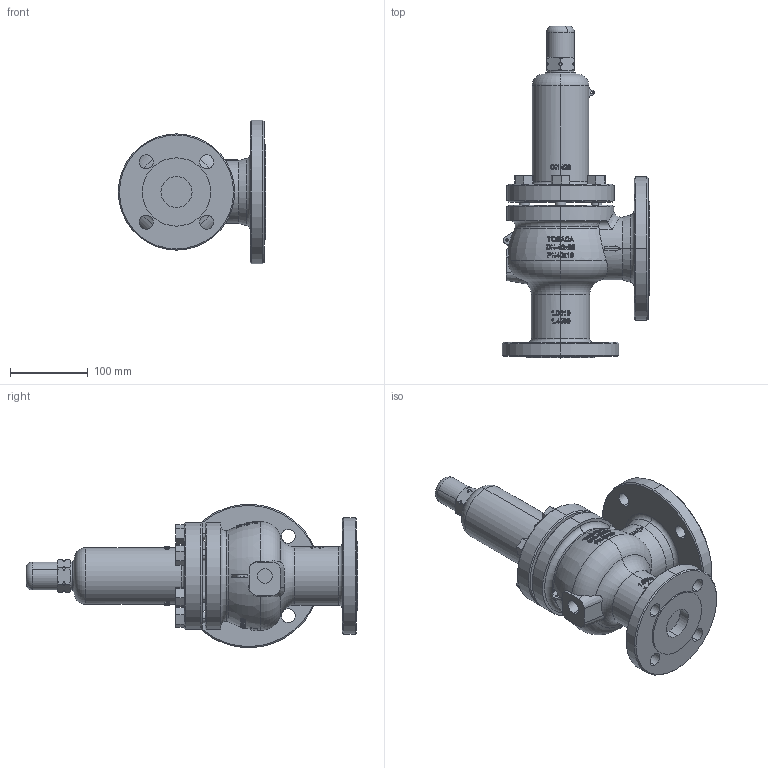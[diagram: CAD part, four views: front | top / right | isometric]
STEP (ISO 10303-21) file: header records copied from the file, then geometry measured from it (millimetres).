
FILE_DESCRIPTION (( 'STEP AP203' ), '1' );
FILE_NAME ('S1400 40X65.STEP', '2018-08-23T08:38:23', ( '' ), ( '' ), 'SwSTEP 2.0', 'SolidWorks 2018', '' );
FILE_SCHEMA (( 'CONFIG_CONTROL_DESIGN' ));
Length unit declared in the file: millimetre
Products named in the file (5): S1400 40X65; Rosca S1400 40X65, 80X125; cap 1400 40x65; bonnet 1400 40x65; body 1400 40x65
Assembly tree (9 placements, depth 2):
  S1400 40X65
    body 1400 40x65
    bonnet 1400 40x65
    Rosca S1400 40X65, 80X125  x6
    cap 1400 40x65
Bounding box: 190 x 428 x 185 mm (x, y, z)
Volume: 3591999.4 mm3; surface area: 297907.5 mm2
Topology: 9 solids, 9 shells, 1048 faces, 2747 edges, 1813 vertices
Faces by surface type: plane 453, bspline 339, cylinder 124, torus 94, cone 38
Entity records: 50490 total; most frequent: CARTESIAN_POINT 27894, ORIENTED_EDGE 5254, DIRECTION 3388, EDGE_CURVE 2627, VERTEX_POINT 1733, AXIS2_PLACEMENT_3D 1222, EDGE_LOOP 1116, B_SPLINE_CURVE_WITH_KNOTS 1060
